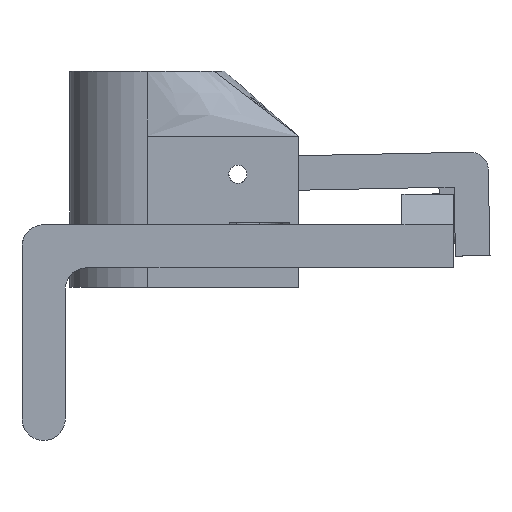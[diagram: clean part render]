
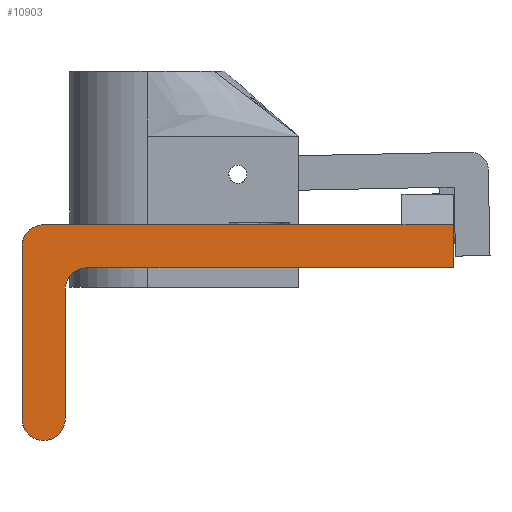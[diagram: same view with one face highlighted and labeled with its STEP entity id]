
A CAD part, left-side view. The second image highlights one B-rep face of the part: STEP entity #10903.
In plain terms, the highlighted planar face has unit normal (-1, 0, 0).
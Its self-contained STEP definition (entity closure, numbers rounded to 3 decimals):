
#66 = CIRCLE ( 'NONE', #3003, 5. ) ;
#199 = EDGE_CURVE ( 'NONE', #6832, #4954, #10143, .T. ) ;
#278 = VECTOR ( 'NONE', #2198, 1000. ) ;
#399 = DIRECTION ( 'NONE',  ( 0., 0., -1. ) ) ;
#600 = CARTESIAN_POINT ( 'NONE',  ( 0., -100., 10. ) ) ;
#655 = EDGE_CURVE ( 'NONE', #4594, #1535, #66, .T. ) ;
#838 = CARTESIAN_POINT ( 'NONE',  ( 0., -100., 0. ) ) ;
#1142 = DIRECTION ( 'NONE',  ( 0., 0., -1. ) ) ;
#1306 = CARTESIAN_POINT ( 'NONE',  ( 0., -5., -35. ) ) ;
#1432 = CARTESIAN_POINT ( 'NONE',  ( 0., -5., 5. ) ) ;
#1535 = VERTEX_POINT ( 'NONE', #11594 ) ;
#1877 = CARTESIAN_POINT ( 'NONE',  ( 0., -10., -35. ) ) ;
#2198 = DIRECTION ( 'NONE',  ( 0., -1., 0. ) ) ;
#2272 = EDGE_CURVE ( 'NONE', #4954, #7745, #3305, .T. ) ;
#2547 = CARTESIAN_POINT ( 'NONE',  ( 0., -88., 10. ) ) ;
#2566 = LINE ( 'NONE', #600, #10042 ) ;
#2649 = PLANE ( 'NONE',  #4048 ) ;
#2814 = DIRECTION ( 'NONE',  ( 0., 0., 1. ) ) ;
#2872 = LINE ( 'NONE', #3130, #6450 ) ;
#2979 = ORIENTED_EDGE ( 'NONE', *, *, #8673, .T. ) ;
#3003 = AXIS2_PLACEMENT_3D ( 'NONE', #12230, #6286, #399 ) ;
#3130 = CARTESIAN_POINT ( 'NONE',  ( 0., -100., 10. ) ) ;
#3305 = CIRCLE ( 'NONE', #10639, 5. ) ;
#3349 = DIRECTION ( 'NONE',  ( 0., 0., -1. ) ) ;
#3538 = ORIENTED_EDGE ( 'NONE', *, *, #8906, .F. ) ;
#3691 = ORIENTED_EDGE ( 'NONE', *, *, #10853, .F. ) ;
#3957 = ORIENTED_EDGE ( 'NONE', *, *, #655, .T. ) ;
#4048 = AXIS2_PLACEMENT_3D ( 'NONE', #4544, #6641, #9682 ) ;
#4154 = CARTESIAN_POINT ( 'NONE',  ( 0., 0., 10. ) ) ;
#4178 = ORIENTED_EDGE ( 'NONE', *, *, #5848, .T. ) ;
#4404 = VERTEX_POINT ( 'NONE', #9951 ) ;
#4544 = CARTESIAN_POINT ( 'NONE',  ( 0., -100., 10. ) ) ;
#4580 = AXIS2_PLACEMENT_3D ( 'NONE', #1432, #8253, #12470 ) ;
#4585 = DIRECTION ( 'NONE',  ( 0., 0., -1. ) ) ;
#4594 = VERTEX_POINT ( 'NONE', #9224 ) ;
#4905 = DIRECTION ( 'NONE',  ( -1., 0., 0. ) ) ;
#4954 = VERTEX_POINT ( 'NONE', #6021 ) ;
#5136 = CIRCLE ( 'NONE', #10405, 5. ) ;
#5293 = EDGE_CURVE ( 'NONE', #7745, #10698, #5136, .T. ) ;
#5325 = CARTESIAN_POINT ( 'NONE',  ( 0., -52.307, 10. ) ) ;
#5337 = VECTOR ( 'NONE', #1142, 1000. ) ;
#5848 = EDGE_CURVE ( 'NONE', #1535, #8818, #9969, .T. ) ;
#6021 = CARTESIAN_POINT ( 'NONE',  ( 0., 0., -35. ) ) ;
#6051 = DIRECTION ( 'NONE',  ( 0., -1., 0. ) ) ;
#6286 = DIRECTION ( 'NONE',  ( 1., 0., 0. ) ) ;
#6450 = VECTOR ( 'NONE', #6051, 1000. ) ;
#6641 = DIRECTION ( 'NONE',  ( 1., 0., 0. ) ) ;
#6832 = VERTEX_POINT ( 'NONE', #7473 ) ;
#7057 = EDGE_CURVE ( 'NONE', #10698, #4594, #7789, .T. ) ;
#7102 = CIRCLE ( 'NONE', #4580, 5. ) ;
#7473 = CARTESIAN_POINT ( 'NONE',  ( 0., 0., 5. ) ) ;
#7745 = VERTEX_POINT ( 'NONE', #8762 ) ;
#7789 = LINE ( 'NONE', #11814, #9206 ) ;
#7911 = CARTESIAN_POINT ( 'NONE',  ( 0., -100., 0. ) ) ;
#7977 = ORIENTED_EDGE ( 'NONE', *, *, #199, .T. ) ;
#8068 = ORIENTED_EDGE ( 'NONE', *, *, #5293, .T. ) ;
#8233 = CARTESIAN_POINT ( 'NONE',  ( 0., -100., 10. ) ) ;
#8253 = DIRECTION ( 'NONE',  ( -1., 0., 0. ) ) ;
#8673 = EDGE_CURVE ( 'NONE', #4404, #6832, #7102, .T. ) ;
#8762 = CARTESIAN_POINT ( 'NONE',  ( 0., -5., -40. ) ) ;
#8818 = VERTEX_POINT ( 'NONE', #838 ) ;
#8906 = EDGE_CURVE ( 'NONE', #4404, #12116, #2872, .T. ) ;
#8972 = DIRECTION ( 'NONE',  ( 0., -1., 0. ) ) ;
#9206 = VECTOR ( 'NONE', #2814, 1000. ) ;
#9224 = CARTESIAN_POINT ( 'NONE',  ( 0., -10., -5. ) ) ;
#9330 = ORIENTED_EDGE ( 'NONE', *, *, #7057, .T. ) ;
#9606 = EDGE_CURVE ( 'NONE', #10792, #8818, #2566, .T. ) ;
#9682 = DIRECTION ( 'NONE',  ( 0., 0., -1. ) ) ;
#9951 = CARTESIAN_POINT ( 'NONE',  ( 0., -5., 10. ) ) ;
#9969 = LINE ( 'NONE', #7911, #12716 ) ;
#10042 = VECTOR ( 'NONE', #4585, 1000. ) ;
#10143 = LINE ( 'NONE', #4154, #5337 ) ;
#10405 = AXIS2_PLACEMENT_3D ( 'NONE', #12735, #4905, #12921 ) ;
#10600 = FACE_OUTER_BOUND ( 'NONE', #12073, .T. ) ;
#10639 = AXIS2_PLACEMENT_3D ( 'NONE', #1306, #12341, #3349 ) ;
#10698 = VERTEX_POINT ( 'NONE', #1877 ) ;
#10792 = VERTEX_POINT ( 'NONE', #8233 ) ;
#10838 = ORIENTED_EDGE ( 'NONE', *, *, #9606, .F. ) ;
#10853 = EDGE_CURVE ( 'NONE', #12116, #10792, #11199, .T. ) ;
#10872 = ORIENTED_EDGE ( 'NONE', *, *, #2272, .T. ) ;
#10903 = ADVANCED_FACE ( 'NONE', ( #10600 ), #2649, .F. ) ;
#11199 = LINE ( 'NONE', #5325, #278 ) ;
#11594 = CARTESIAN_POINT ( 'NONE',  ( 0., -15., 0. ) ) ;
#11814 = CARTESIAN_POINT ( 'NONE',  ( 0., -10., -40. ) ) ;
#12073 = EDGE_LOOP ( 'NONE', ( #3538, #2979, #7977, #10872, #8068, #9330, #3957, #4178, #10838, #3691 ) ) ;
#12116 = VERTEX_POINT ( 'NONE', #2547 ) ;
#12230 = CARTESIAN_POINT ( 'NONE',  ( 0., -15., -5. ) ) ;
#12341 = DIRECTION ( 'NONE',  ( -1., 0., 0. ) ) ;
#12470 = DIRECTION ( 'NONE',  ( 0., 0., -1. ) ) ;
#12716 = VECTOR ( 'NONE', #8972, 1000. ) ;
#12735 = CARTESIAN_POINT ( 'NONE',  ( 0., -5., -35. ) ) ;
#12921 = DIRECTION ( 'NONE',  ( 0., 0., -1. ) ) ;
